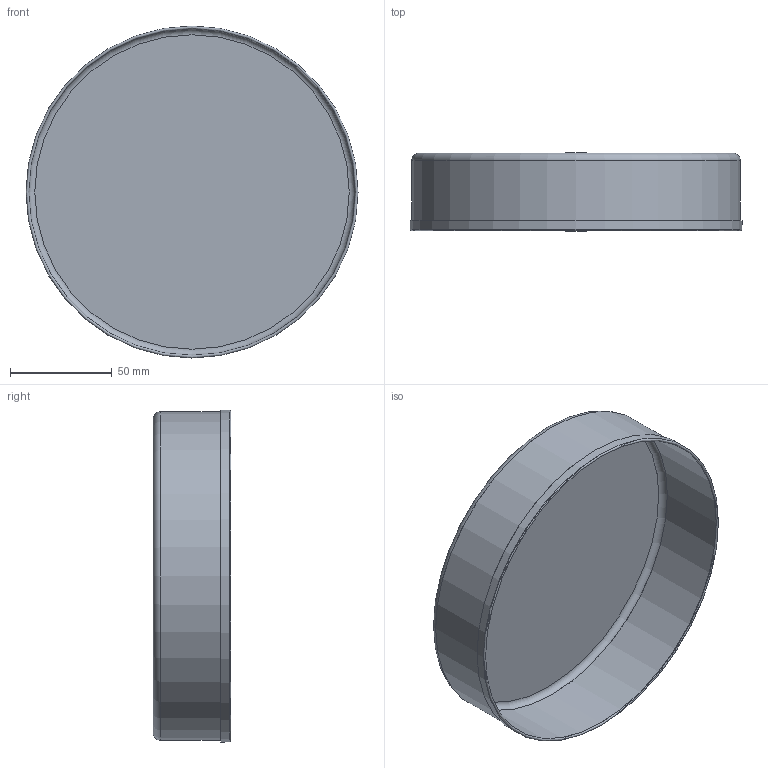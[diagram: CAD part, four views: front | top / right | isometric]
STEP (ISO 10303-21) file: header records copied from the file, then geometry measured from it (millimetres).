
FILE_DESCRIPTION((''),'2;1');
FILE_NAME('HÄLM-160.stp','2014-02-21T14:08:52',(''),(''),'Autodesk Inventor 2013','Autodesk Inventor 2013','');
FILE_SCHEMA(('AUTOMOTIVE_DESIGN { 1 2 10303 214 0 1 1 1 }'));
Length unit declared in the file: millimetre
Products named in the file (1): HÄLM-160
Bounding box: 162.9 x 38 x 162.9 mm (x, y, z)
Volume: 20598.8 mm3; surface area: 82650.8 mm2
Topology: 1 solids, 1 shells, 11 faces, 19 edges, 11 vertices
Faces by surface type: torus 4, cylinder 4, plane 3
Full cylindrical faces by diameter (mm): 160.3 x1, 161.3 x1, 161.9 x1, 162.9 x1
Entity records: 258 total; most frequent: DIRECTION 44, CARTESIAN_POINT 32, AXIS2_PLACEMENT_3D 22, ORIENTED_EDGE 20, EDGE_LOOP 20, STYLED_ITEM 12, FACE_OUTER_BOUND 11, ADVANCED_FACE 11
